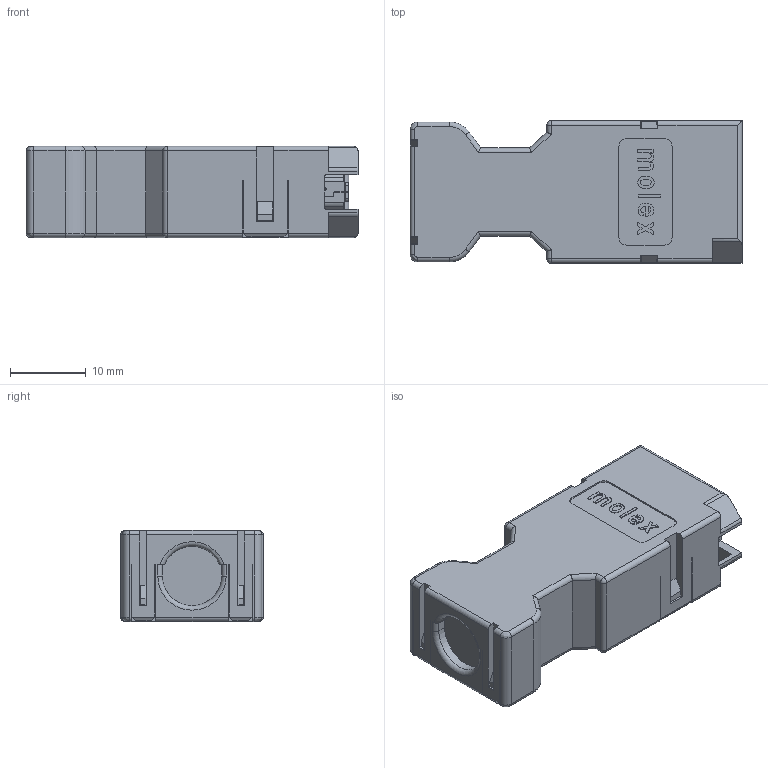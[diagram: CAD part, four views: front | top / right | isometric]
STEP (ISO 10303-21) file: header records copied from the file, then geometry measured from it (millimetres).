
FILE_DESCRIPTION( ( 'STEP AP214' ), '1' );
FILE_NAME( 'psolqas13014495629.stp', '2020-02-12T12:01:45', ( '' ), ( '' ), ' ', 'PARTsolutions', ' ' );
FILE_SCHEMA( ( 'AUTOMOTIVE_DESIGN { 1 0 10303 214 1 1 1 1 }' ) );
Length unit declared in the file: metre
Products named in the file (1): 1
Bounding box: 43.7 x 18.8 x 12 mm (x, y, z)
Volume: 7632.7 mm3; surface area: 4959.7 mm2
Topology: 1 solids, 3 shells, 1322 faces, 3800 edges, 2494 vertices
Faces by surface type: plane 1051, cylinder 215, bspline 28, cone 18, torus 6, sphere 4
Entity records: 43817 total; most frequent: CARTESIAN_POINT 9213, ORIENTED_EDGE 7592, DIRECTION 6626, EDGE_CURVE 3796, LINE 3224, VECTOR 3224, VERTEX_POINT 2494, AXIS2_PLACEMENT_3D 1701
